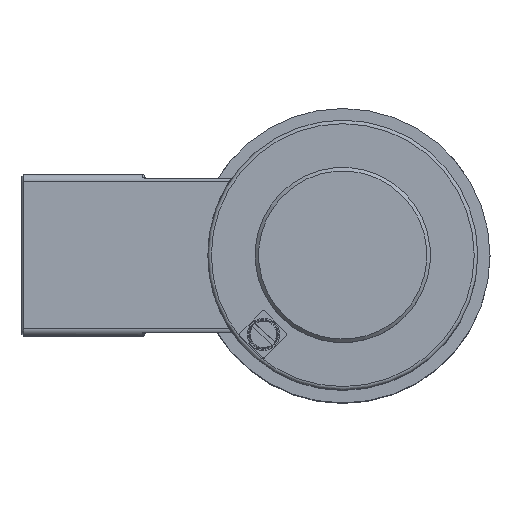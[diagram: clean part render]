
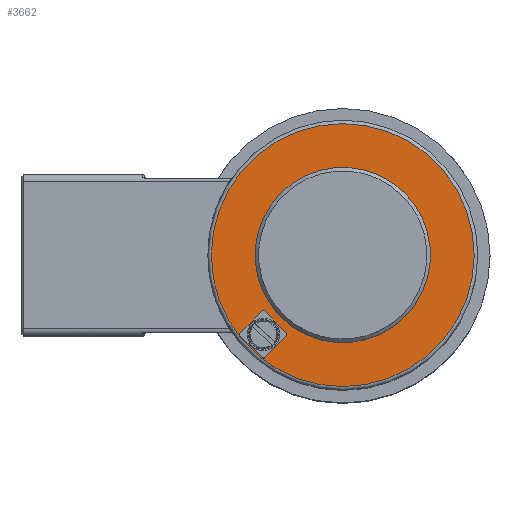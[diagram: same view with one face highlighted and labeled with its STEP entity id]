
A CAD part, top view. The second image highlights one B-rep face of the part: STEP entity #3662.
In plain terms, the highlighted planar face has unit normal (0, 0, 1).
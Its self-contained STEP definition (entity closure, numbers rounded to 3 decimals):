
#271=LINE('',#7388,#475);
#282=LINE('',#7409,#486);
#283=LINE('',#7412,#487);
#285=LINE('',#7416,#489);
#287=LINE('',#7420,#491);
#289=LINE('',#7424,#493);
#291=LINE('',#7428,#495);
#293=LINE('',#7431,#497);
#475=VECTOR('',#4883,9.);
#486=VECTOR('',#4898,0.707);
#487=VECTOR('',#4901,0.707);
#489=VECTOR('',#4905,9.);
#491=VECTOR('',#4909,0.707);
#493=VECTOR('',#4913,9.);
#495=VECTOR('',#4917,0.707);
#497=VECTOR('',#4921,9.);
#704=PLANE('',#4021);
#808=FACE_BOUND('',#1273,.T.);
#809=FACE_BOUND('',#1274,.T.);
#1027=FACE_OUTER_BOUND('',#1272,.T.);
#1272=EDGE_LOOP('',(#3311));
#1273=EDGE_LOOP('',(#3312,#3313,#3314,#3315,#3316,#3317,#3318,#3319));
#1274=EDGE_LOOP('',(#3320));
#1442=CIRCLE('',#4022,37.5);
#1443=CIRCLE('',#4023,24.);
#1761=VERTEX_POINT('',#7384);
#1763=VERTEX_POINT('',#7387);
#1771=VERTEX_POINT('',#7407);
#1772=VERTEX_POINT('',#7411);
#1773=VERTEX_POINT('',#7415);
#1774=VERTEX_POINT('',#7419);
#1775=VERTEX_POINT('',#7423);
#1776=VERTEX_POINT('',#7427);
#1777=VERTEX_POINT('',#7433);
#1778=VERTEX_POINT('',#7435);
#2277=EDGE_CURVE('',#1763,#1761,#271,.T.);
#2288=EDGE_CURVE('',#1761,#1771,#282,.T.);
#2289=EDGE_CURVE('',#1772,#1763,#283,.T.);
#2291=EDGE_CURVE('',#1773,#1772,#285,.T.);
#2293=EDGE_CURVE('',#1774,#1773,#287,.T.);
#2295=EDGE_CURVE('',#1775,#1774,#289,.T.);
#2297=EDGE_CURVE('',#1776,#1775,#291,.T.);
#2299=EDGE_CURVE('',#1771,#1776,#293,.T.);
#2300=EDGE_CURVE('',#1777,#1777,#1442,.T.);
#2301=EDGE_CURVE('',#1778,#1778,#1443,.T.);
#3311=ORIENTED_EDGE('',*,*,#2300,.F.);
#3312=ORIENTED_EDGE('',*,*,#2277,.T.);
#3313=ORIENTED_EDGE('',*,*,#2288,.T.);
#3314=ORIENTED_EDGE('',*,*,#2299,.T.);
#3315=ORIENTED_EDGE('',*,*,#2297,.T.);
#3316=ORIENTED_EDGE('',*,*,#2295,.T.);
#3317=ORIENTED_EDGE('',*,*,#2293,.T.);
#3318=ORIENTED_EDGE('',*,*,#2291,.T.);
#3319=ORIENTED_EDGE('',*,*,#2289,.T.);
#3320=ORIENTED_EDGE('',*,*,#2301,.F.);
#3662=ADVANCED_FACE('',(#1027,#808,#809),#704,.T.);
#4021=AXIS2_PLACEMENT_3D('',#7432,#4922,#4923);
#4022=AXIS2_PLACEMENT_3D('',#7434,#4924,#4925);
#4023=AXIS2_PLACEMENT_3D('',#7436,#4926,#4927);
#4883=DIRECTION('',(-0.707,0.707,0.));
#4898=DIRECTION('',(0.,1.,0.));
#4901=DIRECTION('',(-1.,0.,0.));
#4905=DIRECTION('',(-0.707,-0.707,0.));
#4909=DIRECTION('',(0.,-1.,0.));
#4913=DIRECTION('',(0.707,-0.707,0.));
#4917=DIRECTION('',(1.,0.,0.));
#4921=DIRECTION('',(0.707,0.707,0.));
#4922=DIRECTION('center_axis',(0.,0.,1.));
#4923=DIRECTION('ref_axis',(-1.,0.,0.));
#4924=DIRECTION('center_axis',(0.,0.,-1.));
#4925=DIRECTION('ref_axis',(0.,-1.,0.));
#4926=DIRECTION('center_axis',(0.,0.,
1.));
#4927=DIRECTION('ref_axis',(-0.263,0.965,0.));
#7384=CARTESIAN_POINT('',(-29.345,-22.981,188.));
#7387=CARTESIAN_POINT('',(-22.981,-29.345,188.));
#7388=CARTESIAN_POINT('',(-31.52,-20.806,188.));
#7407=CARTESIAN_POINT('',(-29.345,-22.274,188.));
#7409=CARTESIAN_POINT('',(-29.345,2.936,188.));
#7411=CARTESIAN_POINT('',(-22.274,-29.345,188.));
#7412=CARTESIAN_POINT('',(-11.314,-29.345,188.));
#7415=CARTESIAN_POINT('',(-15.91,-22.981,188.));
#7416=CARTESIAN_POINT('',(1.115,-5.956,188.));
#7419=CARTESIAN_POINT('',(-15.91,-22.274,188.));
#7420=CARTESIAN_POINT('',(-15.91,2.936,188.));
#7423=CARTESIAN_POINT('',(-22.274,-15.91,188.));
#7424=CARTESIAN_POINT('',(-27.985,-10.199,188.));
#7427=CARTESIAN_POINT('',(-22.981,-15.91,188.));
#7428=CARTESIAN_POINT('',(-11.314,-15.91,188.));
#7431=CARTESIAN_POINT('',(-9.492,-2.421,188.));
#7432=CARTESIAN_POINT('Origin',(0.,28.5,188.));
#7433=CARTESIAN_POINT('',(0.,37.5,188.));
#7434=CARTESIAN_POINT('Origin',(0.,0.,
188.));
#7435=CARTESIAN_POINT('',(6.314,-23.155,188.));
#7436=CARTESIAN_POINT('Origin',(0.,0.,
188.));
